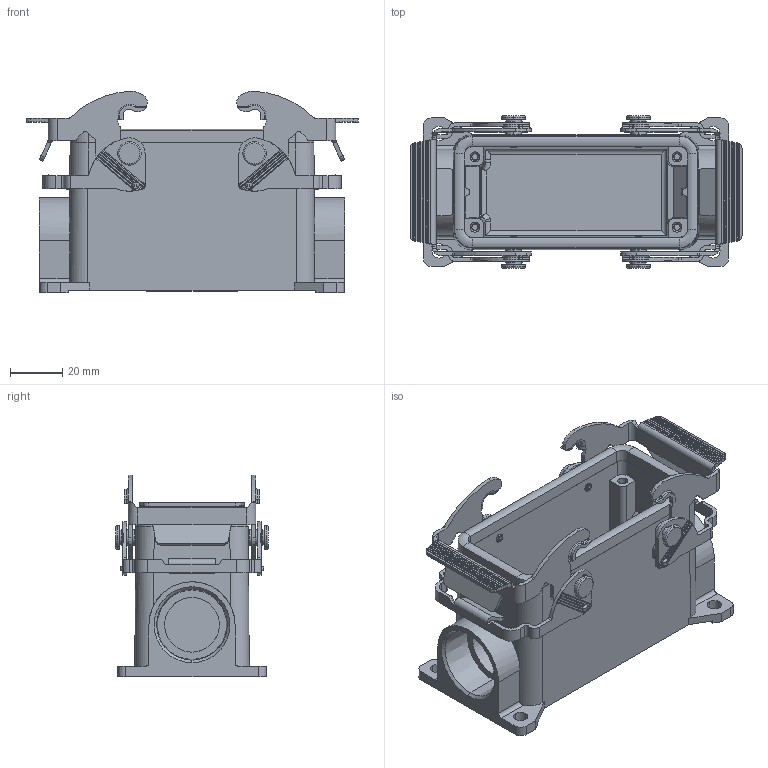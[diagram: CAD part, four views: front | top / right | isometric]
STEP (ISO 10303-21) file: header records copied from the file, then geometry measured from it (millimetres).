
FILE_DESCRIPTION(('Creo Elements/Direct Modeling STEP Export'),'2;1');
FILE_NAME('37jbk2e5kpnirlj3044','2022-09-19T15:11:30',(''),(''),'Creo Elements/Direct Modeling STEP processor for AP214 (Solid Model)','Creo Elements/Direct Modeling 20.1B 02-Apr-2019 (C) Parametric Technology GmbH','');
FILE_SCHEMA(('AUTOMOTIVE_DESIGN { 1 0 10303 214 1 1 1 1 }'));
Length unit declared in the file: millimetre
Products named in the file (2): MVPR 16.25
Assembly tree (1 placements, depth 2):
  MVPR 16.25
    MVPR 16.25
Bounding box: 127.33 x 58.47 x 77.4 mm (x, y, z)
Volume: 107398.7 mm3; surface area: 65241.1 mm2
Topology: 1 solids, 3 shells, 1058 faces, 2963 edges, 1932 vertices
Faces by surface type: plane 576, cylinder 360, torus 60, cone 40, bspline 22
Entity records: 49359 total; most frequent: CARTESIAN_POINT 14225, ORIENTED_EDGE 5910, DIRECTION 5288, EDGE_CURVE 2955, VERTEX_POINT 1932, AXIS2_PLACEMENT_3D 1831, VECTOR 1626, LINE 1626
